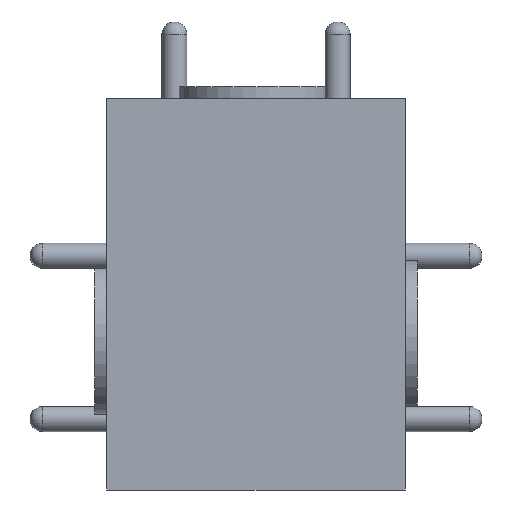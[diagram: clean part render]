
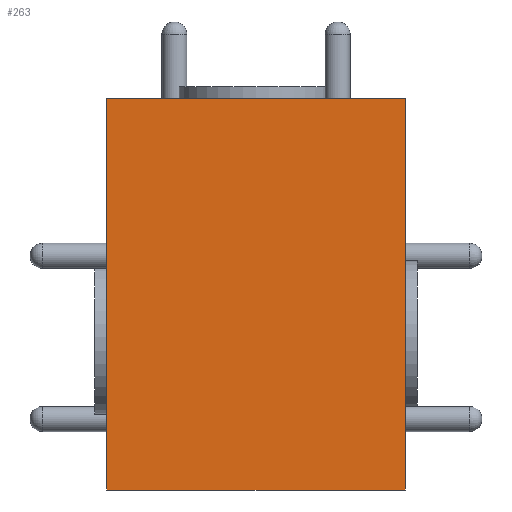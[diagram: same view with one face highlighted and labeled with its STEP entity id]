
A CAD part, front view. The second image highlights one B-rep face of the part: STEP entity #263.
In plain terms, the highlighted planar face has unit normal (0, -1, 0).
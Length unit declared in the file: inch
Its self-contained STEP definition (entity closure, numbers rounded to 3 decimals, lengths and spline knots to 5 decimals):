
#34 = EDGE_CURVE ( 'NONE', #1287, #3819, #611, .T. ) ;
#79 = CARTESIAN_POINT ( 'NONE',  ( 0.3637, -0.37598, -0.49213 ) ) ;
#173 = CARTESIAN_POINT ( 'NONE',  ( 0.3637, -0.37598, 0.46213 ) ) ;
#263 = ADVANCED_FACE ( 'NONE', ( #1993 ), #407, .T. ) ;
#270 = CARTESIAN_POINT ( 'NONE',  ( -0.3637, -0.37598, -0.49213 ) ) ;
#301 = EDGE_LOOP ( 'NONE', ( #629, #1325, #2686, #1969 ) ) ;
#407 = PLANE ( 'NONE',  #1220 ) ;
#530 = VECTOR ( 'NONE', #933, 39.37008 ) ;
#611 = LINE ( 'NONE', #2523, #3462 ) ;
#629 = ORIENTED_EDGE ( 'NONE', *, *, #3635, .F. ) ;
#742 = VECTOR ( 'NONE', #2073, 39.37008 ) ;
#933 = DIRECTION ( 'NONE',  ( 1., 0., 0. ) ) ;
#1148 = LINE ( 'NONE', #2359, #742 ) ;
#1154 = CARTESIAN_POINT ( 'NONE',  ( -0.3637, -0.37598, 0.46213 ) ) ;
#1220 = AXIS2_PLACEMENT_3D ( 'NONE', #2858, #2232, #3203 ) ;
#1287 = VERTEX_POINT ( 'NONE', #173 ) ;
#1325 = ORIENTED_EDGE ( 'NONE', *, *, #4000, .F. ) ;
#1334 = VERTEX_POINT ( 'NONE', #1154 ) ;
#1346 = LINE ( 'NONE', #3010, #3142 ) ;
#1423 = VERTEX_POINT ( 'NONE', #270 ) ;
#1571 = DIRECTION ( 'NONE',  ( 0., 0., -1. ) ) ;
#1969 = ORIENTED_EDGE ( 'NONE', *, *, #34, .F. ) ;
#1993 = FACE_OUTER_BOUND ( 'NONE', #301, .T. ) ;
#2073 = DIRECTION ( 'NONE',  ( 0., 0., 1. ) ) ;
#2232 = DIRECTION ( 'NONE',  ( 0., -1., 0. ) ) ;
#2359 = CARTESIAN_POINT ( 'NONE',  ( -0.3637, -0.37598, -0.49213 ) ) ;
#2523 = CARTESIAN_POINT ( 'NONE',  ( 0.3637, -0.37598, 0.46213 ) ) ;
#2686 = ORIENTED_EDGE ( 'NONE', *, *, #3095, .F. ) ;
#2846 = LINE ( 'NONE', #4113, #530 ) ;
#2858 = CARTESIAN_POINT ( 'NONE',  ( 0., -0.37598, 0. ) ) ;
#3010 = CARTESIAN_POINT ( 'NONE',  ( -0.3937, -0.37598, -0.49213 ) ) ;
#3036 = DIRECTION ( 'NONE',  ( -1., 0., 0. ) ) ;
#3095 = EDGE_CURVE ( 'NONE', #3819, #1423, #1346, .T. ) ;
#3142 = VECTOR ( 'NONE', #3036, 39.37008 ) ;
#3203 = DIRECTION ( 'NONE',  ( 0., 0., -1. ) ) ;
#3462 = VECTOR ( 'NONE', #1571, 39.37008 ) ;
#3635 = EDGE_CURVE ( 'NONE', #1334, #1287, #2846, .T. ) ;
#3819 = VERTEX_POINT ( 'NONE', #79 ) ;
#4000 = EDGE_CURVE ( 'NONE', #1423, #1334, #1148, .T. ) ;
#4113 = CARTESIAN_POINT ( 'NONE',  ( -0.3937, -0.37598, 0.46213 ) ) ;
